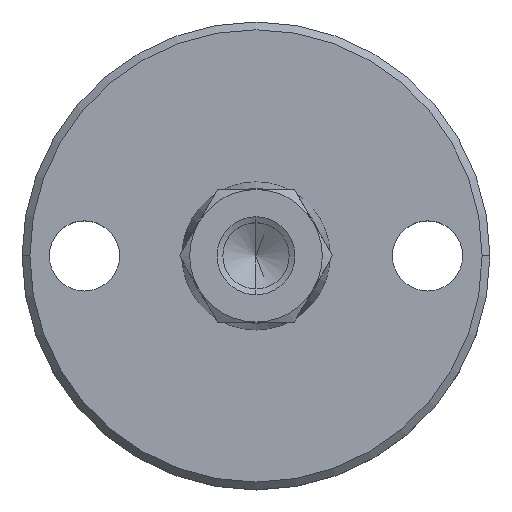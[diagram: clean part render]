
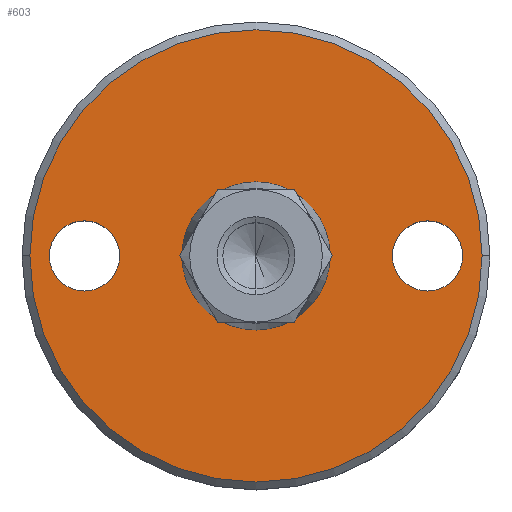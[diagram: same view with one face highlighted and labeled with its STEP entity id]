
A CAD part, top view. The second image highlights one B-rep face of the part: STEP entity #603.
In plain terms, the highlighted planar face has unit normal (0, 0, 1).
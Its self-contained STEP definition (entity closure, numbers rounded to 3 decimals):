
#249=VERTEX_POINT('',#666);
#267=EDGE_CURVE('',#489,#451,#685,.T.);
#271=EDGE_CURVE('',#381,#343,#689,.T.);
#287=EDGE_CURVE('',#347,#371,#706,.T.);
#305=EDGE_CURVE('',#343,#381,#727,.T.);
#331=EDGE_CURVE('',#371,#347,#759,.T.);
#343=VERTEX_POINT('',#774);
#347=VERTEX_POINT('',#778);
#371=VERTEX_POINT('',#805);
#381=VERTEX_POINT('',#815);
#439=EDGE_CURVE('',#451,#489,#877,.T.);
#451=VERTEX_POINT('',#891);
#489=VERTEX_POINT('',#936);
#585=EDGE_CURVE('',#249,#609,#1044,.T.);
#603=ADVANCED_FACE('',(#1065,#1066,#1067,#1068),#1069,.T.);
#609=VERTEX_POINT('',#1077);
#619=EDGE_CURVE('',#609,#249,#1087,.T.);
#666=CARTESIAN_POINT('',(-29.,0.,11.5));
#685=CIRCLE('',#1186,4.5);
#689=CIRCLE('',#1191,4.5);
#706=CIRCLE('',#1242,9.5);
#727=CIRCLE('',#1268,4.5);
#759=CIRCLE('',#1317,9.5);
#774=CARTESIAN_POINT('',(17.5,0.0,11.5));
#778=CARTESIAN_POINT('',(9.5,0.,11.5));
#805=CARTESIAN_POINT('',(-9.5,0.,11.5));
#815=CARTESIAN_POINT('',(26.5,0.,11.5));
#877=CIRCLE('',#1511,4.5);
#891=CARTESIAN_POINT('',(-26.5,0.0,11.5));
#936=CARTESIAN_POINT('',(-17.5,0.,11.5));
#1044=CIRCLE('',#1821,29.);
#1065=FACE_BOUND('',#1846,.T.);
#1066=FACE_BOUND('',#1847,.T.);
#1067=FACE_BOUND('',#1848,.T.);
#1068=FACE_OUTER_BOUND('',#1849,.T.);
#1069=PLANE('',#1850);
#1077=CARTESIAN_POINT('',(29.0,0.,11.5));
#1087=CIRCLE('',#1876,29.);
#1186=AXIS2_PLACEMENT_3D('',#1928,#1929,#1930);
#1191=AXIS2_PLACEMENT_3D('',#1931,#1932,#1933);
#1242=AXIS2_PLACEMENT_3D('',#1953,#1954,#1955);
#1268=AXIS2_PLACEMENT_3D('',#1985,#1986,#1987);
#1317=AXIS2_PLACEMENT_3D('',#2038,#2039,#2040);
#1511=AXIS2_PLACEMENT_3D('',#2156,#2157,#2158);
#1821=AXIS2_PLACEMENT_3D('',#2344,#2345,#2346);
#1846=EDGE_LOOP('',(#2383,#2384));
#1847=EDGE_LOOP('',(#2385,#2386));
#1848=EDGE_LOOP('',(#2387,#2388));
#1849=EDGE_LOOP('',(#2389,#2390));
#1850=AXIS2_PLACEMENT_3D('',#2391,#2392,#2393);
#1876=AXIS2_PLACEMENT_3D('',#2412,#2413,#2414);
#1928=CARTESIAN_POINT('',(-22.0,0.,11.5));
#1929=DIRECTION('',(0.,0.,-1.0));
#1930=DIRECTION('',(1.0,0.,0.));
#1931=CARTESIAN_POINT('',(22.0,0.,11.5));
#1932=DIRECTION('',(0.,0.,-1.0));
#1933=DIRECTION('',(1.0,0.,0.));
#1953=CARTESIAN_POINT('',(0.,0.,11.5));
#1954=DIRECTION('',(0.,0.,1.0));
#1955=DIRECTION('',(-1.0,0.,0.));
#1985=CARTESIAN_POINT('',(22.0,0.,11.5));
#1986=DIRECTION('',(0.,0.,-1.0));
#1987=DIRECTION('',(1.0,0.,0.));
#2038=CARTESIAN_POINT('',(0.,0.,11.5));
#2039=DIRECTION('',(0.,0.,1.0));
#2040=DIRECTION('',(-1.0,0.,0.));
#2156=CARTESIAN_POINT('',(-22.0,0.,11.5));
#2157=DIRECTION('',(0.,0.,-1.0));
#2158=DIRECTION('',(1.0,0.,0.));
#2344=CARTESIAN_POINT('',(0.,0.,11.5));
#2345=DIRECTION('',(0.,0.,1.0));
#2346=DIRECTION('',(-1.0,0.,0.));
#2383=ORIENTED_EDGE('',*,*,#305,.T.);
#2384=ORIENTED_EDGE('',*,*,#271,.T.);
#2385=ORIENTED_EDGE('',*,*,#439,.T.);
#2386=ORIENTED_EDGE('',*,*,#267,.T.);
#2387=ORIENTED_EDGE('',*,*,#331,.F.);
#2388=ORIENTED_EDGE('',*,*,#287,.F.);
#2389=ORIENTED_EDGE('',*,*,#585,.T.);
#2390=ORIENTED_EDGE('',*,*,#619,.T.);
#2391=CARTESIAN_POINT('',(-19.25,0.,11.5));
#2392=DIRECTION('',(0.,0.,1.0));
#2393=DIRECTION('',(-1.0,0.,0.0));
#2412=CARTESIAN_POINT('',(0.,0.,11.5));
#2413=DIRECTION('',(0.,0.,1.0));
#2414=DIRECTION('',(-1.0,0.,0.));
